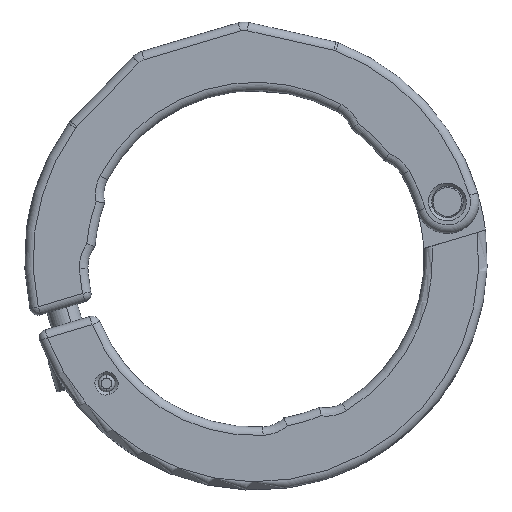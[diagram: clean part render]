
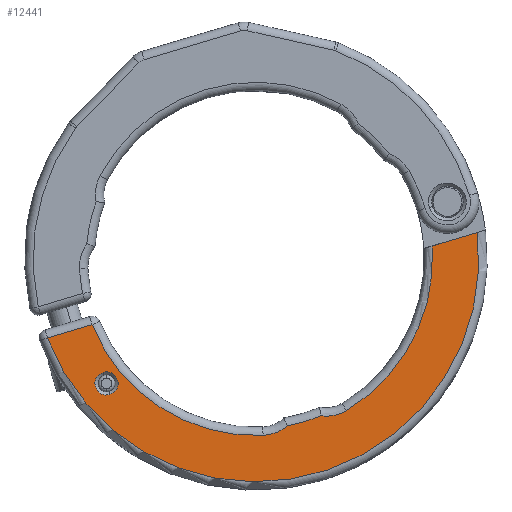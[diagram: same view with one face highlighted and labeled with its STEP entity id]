
A CAD part, front view. The second image highlights one B-rep face of the part: STEP entity #12441.
In plain terms, the highlighted planar face has unit normal (0, -1, 0).
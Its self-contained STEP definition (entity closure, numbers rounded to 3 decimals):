
#378 = AXIS2_PLACEMENT_3D ( 'NONE', #6447, #11414, #9051 ) ;
#543 = CARTESIAN_POINT ( 'NONE',  ( -10.823, 4.877, -4.02 ) ) ;
#1463 = VERTEX_POINT ( 'NONE', #5270 ) ;
#1498 = CARTESIAN_POINT ( 'NONE',  ( -33.655, 4.877, 4.329 ) ) ;
#1607 = ORIENTED_EDGE ( 'NONE', *, *, #7859, .T. ) ;
#1789 = VERTEX_POINT ( 'NONE', #3266 ) ;
#1797 = EDGE_CURVE ( 'NONE', #9610, #14573, #12249, .T. ) ;
#1850 = DIRECTION ( 'NONE',  ( -0.285, 0., 0.958 ) ) ;
#2053 = CIRCLE ( 'NONE', #11406, 1.1 ) ;
#2079 = CARTESIAN_POINT ( 'NONE',  ( -7.674, 4.877, -3.082 ) ) ;
#2170 = CARTESIAN_POINT ( 'NONE',  ( -28.043, 4.877, 0. ) ) ;
#2368 = VECTOR ( 'NONE', #4432, 1000. ) ;
#2529 = AXIS2_PLACEMENT_3D ( 'NONE', #7197, #13294, #15797 ) ;
#2615 = DIRECTION ( 'NONE',  ( 0., 1., 0. ) ) ;
#2802 = CIRCLE ( 'NONE', #7225, 3.8 ) ;
#3136 = DIRECTION ( 'NONE',  ( 0., 1., 0. ) ) ;
#3266 = CARTESIAN_POINT ( 'NONE',  ( 2.922, 4.877, 13.079 ) ) ;
#3356 = DIRECTION ( 'NONE',  ( -0.958, 0., -0.285 ) ) ;
#3438 = FACE_OUTER_BOUND ( 'NONE', #10959, .T. ) ;
#3498 = DIRECTION ( 'NONE',  ( 0., 1., 0. ) ) ;
#3601 = DIRECTION ( 'NONE',  ( 0., -1., 0. ) ) ;
#3924 = AXIS2_PLACEMENT_3D ( 'NONE', #15612, #14248, #10514 ) ;
#4250 = EDGE_CURVE ( 'NONE', #6365, #5170, #2802, .T. ) ;
#4409 = CARTESIAN_POINT ( 'NONE',  ( 0.844, 4.877, 12.46 ) ) ;
#4432 = DIRECTION ( 'NONE',  ( -0.958, 0., -0.285 ) ) ;
#4475 = EDGE_CURVE ( 'NONE', #10530, #6365, #14228, .T. ) ;
#4653 = LINE ( 'NONE', #4409, #12726 ) ;
#5170 = VERTEX_POINT ( 'NONE', #12746 ) ;
#5270 = CARTESIAN_POINT ( 'NONE',  ( -29.423, 4.877, 5.588 ) ) ;
#5619 = EDGE_CURVE ( 'NONE', #14573, #9610, #2053, .T. ) ;
#5654 = CARTESIAN_POINT ( 'NONE',  ( -34.463, 4.877, 4.088 ) ) ;
#5812 = ORIENTED_EDGE ( 'NONE', *, *, #7930, .T. ) ;
#5901 = CIRCLE ( 'NONE', #13953, 3.8 ) ;
#6062 = ORIENTED_EDGE ( 'NONE', *, *, #1797, .T. ) ;
#6102 = ORIENTED_EDGE ( 'NONE', *, *, #6343, .T. ) ;
#6343 = EDGE_CURVE ( 'NONE', #5170, #1463, #12455, .T. ) ;
#6365 = VERTEX_POINT ( 'NONE', #543 ) ;
#6447 = CARTESIAN_POINT ( 'NONE',  ( -13.833, 4.877, 11.847 ) ) ;
#6567 = CARTESIAN_POINT ( 'NONE',  ( -13.833, 4.877, 11.847 ) ) ;
#6891 = ORIENTED_EDGE ( 'NONE', *, *, #5619, .T. ) ;
#7002 = CARTESIAN_POINT ( 'NONE',  ( -13.833, 4.877, 11.847 ) ) ;
#7128 = DIRECTION ( 'NONE',  ( -0.285, 0., 0.958 ) ) ;
#7161 = DIRECTION ( 'NONE',  ( -0.285, 0., 0.958 ) ) ;
#7197 = CARTESIAN_POINT ( 'NONE',  ( -13.833, 4.877, 11.847 ) ) ;
#7202 = CARTESIAN_POINT ( 'NONE',  ( -13.304, 4.877, -1.142 ) ) ;
#7225 = AXIS2_PLACEMENT_3D ( 'NONE', #7202, #2615, #13675 ) ;
#7276 = EDGE_CURVE ( 'NONE', #7315, #1789, #4653, .T. ) ;
#7315 = VERTEX_POINT ( 'NONE', #11243 ) ;
#7344 = CARTESIAN_POINT ( 'NONE',  ( -13.833, 4.877, 11.847 ) ) ;
#7859 = EDGE_CURVE ( 'NONE', #10208, #10530, #5901, .T. ) ;
#7930 = EDGE_CURVE ( 'NONE', #12228, #7315, #13695, .T. ) ;
#8097 = DIRECTION ( 'NONE',  ( -0.285, 0., 0.958 ) ) ;
#8442 = ORIENTED_EDGE ( 'NONE', *, *, #4250, .T. ) ;
#8917 = AXIS2_PLACEMENT_3D ( 'NONE', #7344, #3601, #3356 ) ;
#8954 = EDGE_CURVE ( 'NONE', #1463, #12228, #11917, .T. ) ;
#9051 = DIRECTION ( 'NONE',  ( -0.285, 0., 0.958 ) ) ;
#9372 = DIRECTION ( 'NONE',  ( -0.958, 0., -0.285 ) ) ;
#9610 = VERTEX_POINT ( 'NONE', #12858 ) ;
#10208 = VERTEX_POINT ( 'NONE', #16062 ) ;
#10269 = EDGE_LOOP ( 'NONE', ( #6891, #6062 ) ) ;
#10514 = DIRECTION ( 'NONE',  ( -0.285, 0., 0.958 ) ) ;
#10515 = CIRCLE ( 'NONE', #378, 16.8 ) ;
#10530 = VERTEX_POINT ( 'NONE', #2079 ) ;
#10536 = CARTESIAN_POINT ( 'NONE',  ( -7.17, 4.877, 0.684 ) ) ;
#10959 = EDGE_LOOP ( 'NONE', ( #5812, #11625, #14414, #1607, #13923, #8442, #6102, #12695 ) ) ;
#11204 = CARTESIAN_POINT ( 'NONE',  ( -28.357, 4.877, 1.054 ) ) ;
#11243 = CARTESIAN_POINT ( 'NONE',  ( 7.218, 4.877, 14.358 ) ) ;
#11406 = AXIS2_PLACEMENT_3D ( 'NONE', #2170, #3136, #7128 ) ;
#11414 = DIRECTION ( 'NONE',  ( 0., 1., 0. ) ) ;
#11625 = ORIENTED_EDGE ( 'NONE', *, *, #7276, .T. ) ;
#11917 = LINE ( 'NONE', #5654, #2368 ) ;
#12228 = VERTEX_POINT ( 'NONE', #1498 ) ;
#12249 = CIRCLE ( 'NONE', #3924, 1.1 ) ;
#12441 = ADVANCED_FACE ( 'NONE', ( #15703, #3438 ), #14492, .T. ) ;
#12455 = CIRCLE ( 'NONE', #16059, 16.8 ) ;
#12695 = ORIENTED_EDGE ( 'NONE', *, *, #8954, .T. ) ;
#12726 = VECTOR ( 'NONE', #9372, 1000. ) ;
#12741 = DIRECTION ( 'NONE',  ( 0., 1., 0. ) ) ;
#12746 = CARTESIAN_POINT ( 'NONE',  ( -13.15, 4.877, -4.939 ) ) ;
#12858 = CARTESIAN_POINT ( 'NONE',  ( -27.729, 4.877, -1.054 ) ) ;
#13294 = DIRECTION ( 'NONE',  ( 0., -1., 0. ) ) ;
#13675 = DIRECTION ( 'NONE',  ( -0.285, 0., 0.958 ) ) ;
#13695 = CIRCLE ( 'NONE', #2529, 21.2 ) ;
#13698 = EDGE_CURVE ( 'NONE', #1789, #10208, #10515, .T. ) ;
#13923 = ORIENTED_EDGE ( 'NONE', *, *, #4475, .T. ) ;
#13953 = AXIS2_PLACEMENT_3D ( 'NONE', #10536, #12741, #8097 ) ;
#14228 = CIRCLE ( 'NONE', #15779, 16.15 ) ;
#14248 = DIRECTION ( 'NONE',  ( 0., 1., 0. ) ) ;
#14414 = ORIENTED_EDGE ( 'NONE', *, *, #13698, .T. ) ;
#14492 = PLANE ( 'NONE',  #8917 ) ;
#14573 = VERTEX_POINT ( 'NONE', #11204 ) ;
#15334 = DIRECTION ( 'NONE',  ( 0., 1., 0. ) ) ;
#15612 = CARTESIAN_POINT ( 'NONE',  ( -28.043, 4.877, 0. ) ) ;
#15703 = FACE_BOUND ( 'NONE', #10269, .T. ) ;
#15779 = AXIS2_PLACEMENT_3D ( 'NONE', #7002, #3498, #7161 ) ;
#15797 = DIRECTION ( 'NONE',  ( -0.285, 0., 0.958 ) ) ;
#16059 = AXIS2_PLACEMENT_3D ( 'NONE', #6567, #15334, #1850 ) ;
#16062 = CARTESIAN_POINT ( 'NONE',  ( -5.223, 4.877, -2.579 ) ) ;
